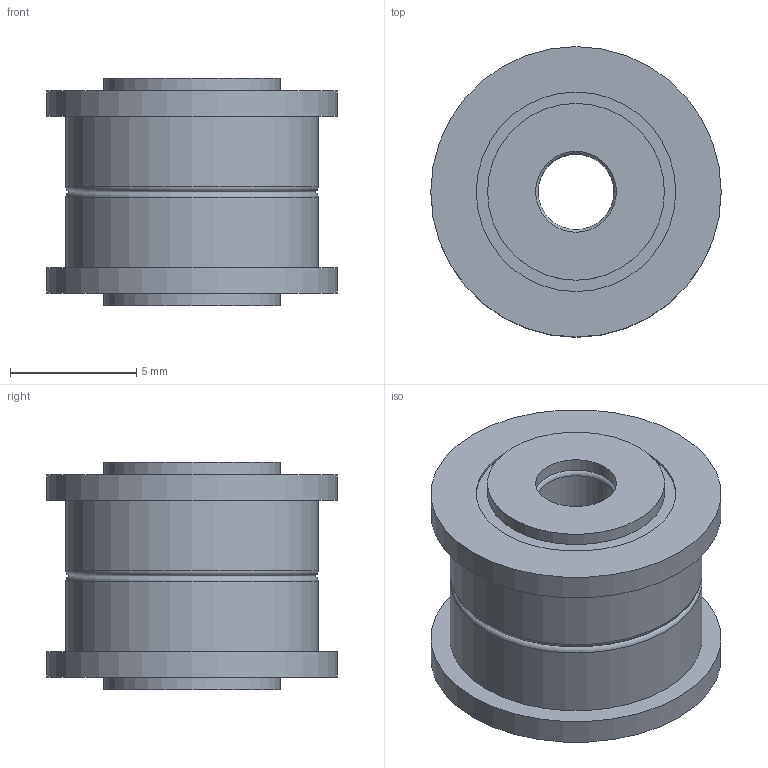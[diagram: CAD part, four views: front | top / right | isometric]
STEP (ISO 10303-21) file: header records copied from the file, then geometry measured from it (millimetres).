
FILE_DESCRIPTION(/* description */ (''),/* implementation_level */ '2;1');
FILE_NAME(/* name */ 'F623 Bearing Stack.step',/* time_stamp */ '2024-04-06T14:11:57+02:00',/* author */ (''),/* organization */ (''),/* preprocessor_version */ 'ST-DEVELOPER v20',/* originating_system */ 'Autodesk Translation Framework v12.20.1.177',/* authorisation */ '');
FILE_SCHEMA (('AUTOMOTIVE_DESIGN { 1 0 10303 214 3 1 1 }'));
Length unit declared in the file: millimetre
Products named in the file (4): (Unsaved); F623 Bearing Stack; F623 Bearing; M3 Shim 0.5mm
Assembly tree (5 placements, depth 3):
  (Unsaved)
    F623 Bearing Stack
      F623 Bearing  x2
      M3 Shim 0.5mm  x2
Bounding box: 11.5 x 11.5 x 9 mm (x, y, z)
Volume: 641.6 mm3; surface area: 885.3 mm2
Topology: 4 solids, 4 shells, 42 faces, 70 edges, 46 vertices
Faces by surface type: cylinder 18, plane 18, torus 6
Full cylindrical faces by diameter (mm): 3 x2, 3.2 x2, 5.4 x4, 7 x2, 7.9 x4, 10 x2, 11.5 x2
Entity records: 652 total; most frequent: DIRECTION 121, CARTESIAN_POINT 88, ORIENTED_EDGE 70, AXIS2_PLACEMENT_3D 56, EDGE_CURVE 35, EDGE_LOOP 30, CIRCLE 26, VERTEX_POINT 23
